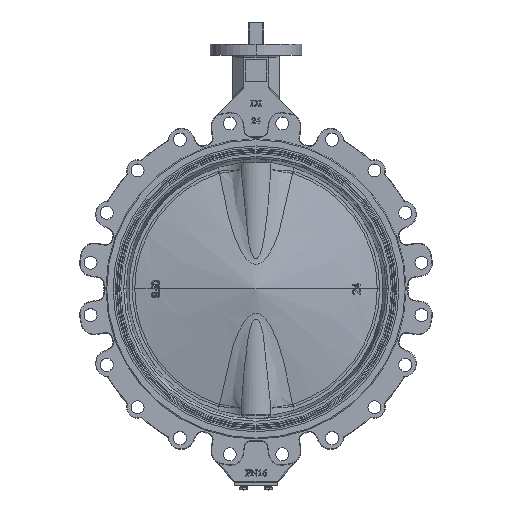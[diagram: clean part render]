
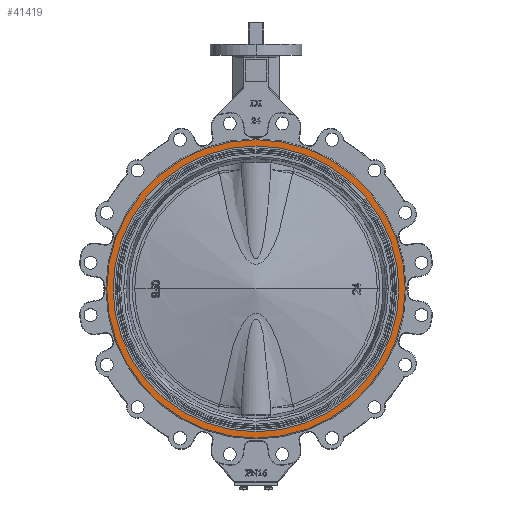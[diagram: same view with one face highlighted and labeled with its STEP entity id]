
A CAD part, top view. The second image highlights one B-rep face of the part: STEP entity #41419.
In plain terms, the highlighted planar face has unit normal (0, 0, 1).
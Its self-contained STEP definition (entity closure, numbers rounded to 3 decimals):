
#6439 = CIRCLE ( 'NONE', #45039, 327.175 ) ;
#7245 = DIRECTION ( 'NONE',  ( 0., 0., 1. ) ) ;
#7960 = CARTESIAN_POINT ( 'NONE',  ( 343., 0., 75.5 ) ) ;
#8660 = AXIS2_PLACEMENT_3D ( 'NONE', #14080, #8815, #71510 ) ;
#8815 = DIRECTION ( 'NONE',  ( 0., 0., 1. ) ) ;
#10156 = DIRECTION ( 'NONE',  ( 0., 0., 1. ) ) ;
#14080 = CARTESIAN_POINT ( 'NONE',  ( 0., 0., 75.5 ) ) ;
#14135 = ORIENTED_EDGE ( 'NONE', *, *, #46912, .F. ) ;
#14739 = CARTESIAN_POINT ( 'NONE',  ( 327.175, 0., 75.5 ) ) ;
#17398 = DIRECTION ( 'NONE',  ( 1., 0., 0. ) ) ;
#20188 = FACE_OUTER_BOUND ( 'NONE', #37357, .T. ) ;
#22007 = VERTEX_POINT ( 'NONE', #7960 ) ;
#23616 = VERTEX_POINT ( 'NONE', #54480 ) ;
#26365 = EDGE_CURVE ( 'NONE', #22007, #45069, #38798, .T. ) ;
#27127 = CARTESIAN_POINT ( 'NONE',  ( 0., 0., 75.5 ) ) ;
#28877 = DIRECTION ( 'NONE',  ( 0., 0., 1. ) ) ;
#31209 = VERTEX_POINT ( 'NONE', #14739 ) ;
#31497 = EDGE_LOOP ( 'NONE', ( #14135, #74733 ) ) ;
#31874 = PLANE ( 'NONE',  #49114 ) ;
#37357 = EDGE_LOOP ( 'NONE', ( #69362, #72685 ) ) ;
#38798 = CIRCLE ( 'NONE', #8660, 343. ) ;
#39384 = CARTESIAN_POINT ( 'NONE',  ( -343., 0., 75.5 ) ) ;
#40145 = DIRECTION ( 'NONE',  ( 0., 0., 1. ) ) ;
#41419 = ADVANCED_FACE ( 'NONE', ( #20188, #43227 ), #31874, .T. ) ;
#43209 = EDGE_CURVE ( 'NONE', #23616, #31209, #66452, .T. ) ;
#43227 = FACE_BOUND ( 'NONE', #31497, .T. ) ;
#44357 = EDGE_CURVE ( 'NONE', #45069, #22007, #64122, .T. ) ;
#45039 = AXIS2_PLACEMENT_3D ( 'NONE', #27127, #10156, #68000 ) ;
#45069 = VERTEX_POINT ( 'NONE', #39384 ) ;
#46912 = EDGE_CURVE ( 'NONE', #31209, #23616, #6439, .T. ) ;
#49114 = AXIS2_PLACEMENT_3D ( 'NONE', #68191, #40145, #74536 ) ;
#54480 = CARTESIAN_POINT ( 'NONE',  ( -327.175, 0., 75.5 ) ) ;
#58607 = CARTESIAN_POINT ( 'NONE',  ( 0., 0., 75.5 ) ) ;
#62801 = AXIS2_PLACEMENT_3D ( 'NONE', #74636, #28877, #62941 ) ;
#62901 = AXIS2_PLACEMENT_3D ( 'NONE', #58607, #7245, #17398 ) ;
#62941 = DIRECTION ( 'NONE',  ( 1., 0., 0. ) ) ;
#64122 = CIRCLE ( 'NONE', #62901, 343. ) ;
#66452 = CIRCLE ( 'NONE', #62801, 327.175 ) ;
#68000 = DIRECTION ( 'NONE',  ( 1., 0., 0. ) ) ;
#68191 = CARTESIAN_POINT ( 'NONE',  ( 0., 0., 75.5 ) ) ;
#69362 = ORIENTED_EDGE ( 'NONE', *, *, #26365, .T. ) ;
#71510 = DIRECTION ( 'NONE',  ( 1., 0., 0. ) ) ;
#72685 = ORIENTED_EDGE ( 'NONE', *, *, #44357, .T. ) ;
#74536 = DIRECTION ( 'NONE',  ( 1., 0., 0. ) ) ;
#74636 = CARTESIAN_POINT ( 'NONE',  ( 0., 0., 75.5 ) ) ;
#74733 = ORIENTED_EDGE ( 'NONE', *, *, #43209, .F. ) ;
